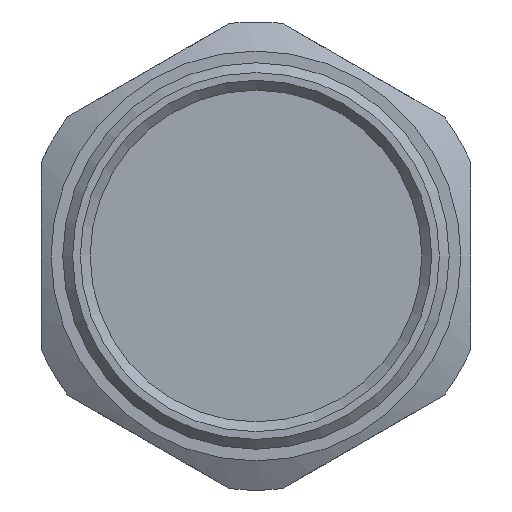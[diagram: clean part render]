
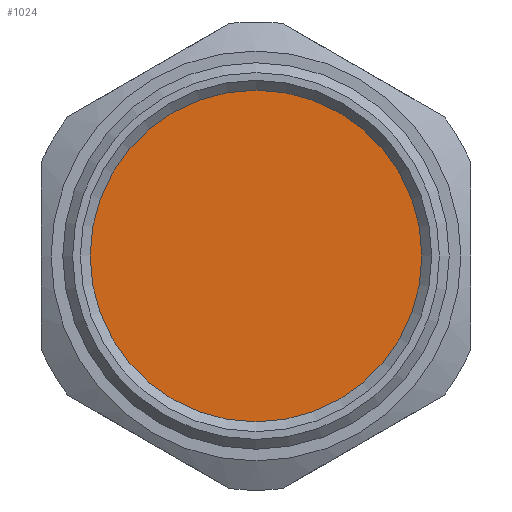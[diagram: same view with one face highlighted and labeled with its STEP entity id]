
A CAD part, left-side view. The second image highlights one B-rep face of the part: STEP entity #1024.
In plain terms, the highlighted planar face has unit normal (-1, 0, 0).
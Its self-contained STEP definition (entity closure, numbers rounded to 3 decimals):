
#80=FACE_OUTER_BOUND('',#141,.T.);
#141=EDGE_LOOP('',(#652));
#213=CIRCLE('',#1115,8.5);
#405=VERTEX_POINT('',#1565);
#503=EDGE_CURVE('',#405,#405,#213,.T.);
#652=ORIENTED_EDGE('',*,*,#503,.F.);
#938=PLANE('',#1114);
#1024=ADVANCED_FACE('',(#80),#938,.T.);
#1114=AXIS2_PLACEMENT_3D('',#1564,#1252,#1253);
#1115=AXIS2_PLACEMENT_3D('',#1566,#1254,#1255);
#1252=DIRECTION('center_axis',(-1.,0.,0.));
#1253=DIRECTION('ref_axis',(0.,0.,1.));
#1254=DIRECTION('center_axis',(1.,0.,0.));
#1255=DIRECTION('ref_axis',(0.,1.,0.));
#1564=CARTESIAN_POINT('Origin',(-13.73,-3.862,2.292));
#1565=CARTESIAN_POINT('',(-13.73,-12.362,2.292));
#1566=CARTESIAN_POINT('Origin',(-13.73,-3.862,2.292));
